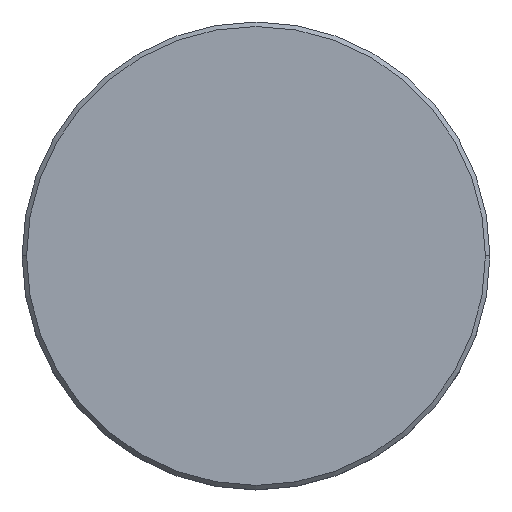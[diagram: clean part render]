
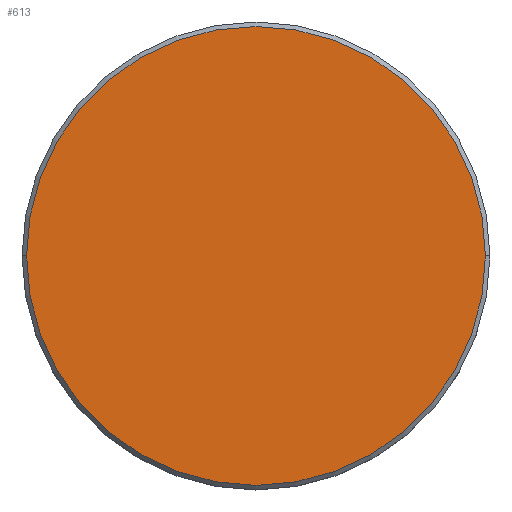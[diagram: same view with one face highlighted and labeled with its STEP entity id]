
A CAD part, top view. The second image highlights one B-rep face of the part: STEP entity #613.
In plain terms, the highlighted planar face has unit normal (0, 0, 1).
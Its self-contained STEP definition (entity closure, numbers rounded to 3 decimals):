
#3 = DIRECTION ( 'NONE',  ( 0., 0., 1. ) ) ;
#36 = CARTESIAN_POINT ( 'NONE',  ( 0., 0., 0. ) ) ;
#49 = CIRCLE ( 'NONE', #491, 25.5 ) ;
#117 = VERTEX_POINT ( 'NONE', #937 ) ;
#127 = AXIS2_PLACEMENT_3D ( 'NONE', #818, #3, #1012 ) ;
#150 = CARTESIAN_POINT ( 'NONE',  ( 0., 0., 0. ) ) ;
#192 = AXIS2_PLACEMENT_3D ( 'NONE', #150, #1045, #879 ) ;
#218 = CARTESIAN_POINT ( 'NONE',  ( -25.5, 0., 0. ) ) ;
#226 = DIRECTION ( 'NONE',  ( 1., 0., 0. ) ) ;
#236 = CIRCLE ( 'NONE', #127, 25.5 ) ;
#239 = EDGE_LOOP ( 'NONE', ( #468, #299 ) ) ;
#246 = PLANE ( 'NONE',  #192 ) ;
#299 = ORIENTED_EDGE ( 'NONE', *, *, #801, .T. ) ;
#399 = DIRECTION ( 'NONE',  ( 0., 0., 1. ) ) ;
#468 = ORIENTED_EDGE ( 'NONE', *, *, #881, .T. ) ;
#491 = AXIS2_PLACEMENT_3D ( 'NONE', #36, #399, #226 ) ;
#613 = ADVANCED_FACE ( 'NONE', ( #1053 ), #246, .T. ) ;
#801 = EDGE_CURVE ( 'NONE', #117, #806, #49, .T. ) ;
#806 = VERTEX_POINT ( 'NONE', #218 ) ;
#818 = CARTESIAN_POINT ( 'NONE',  ( 0., 0., 0. ) ) ;
#879 = DIRECTION ( 'NONE',  ( 1., 0., 0. ) ) ;
#881 = EDGE_CURVE ( 'NONE', #806, #117, #236, .T. ) ;
#937 = CARTESIAN_POINT ( 'NONE',  ( 25.5, 0., 0. ) ) ;
#1012 = DIRECTION ( 'NONE',  ( 1., 0., 0. ) ) ;
#1045 = DIRECTION ( 'NONE',  ( 0., 0., 1. ) ) ;
#1053 = FACE_OUTER_BOUND ( 'NONE', #239, .T. ) ;
